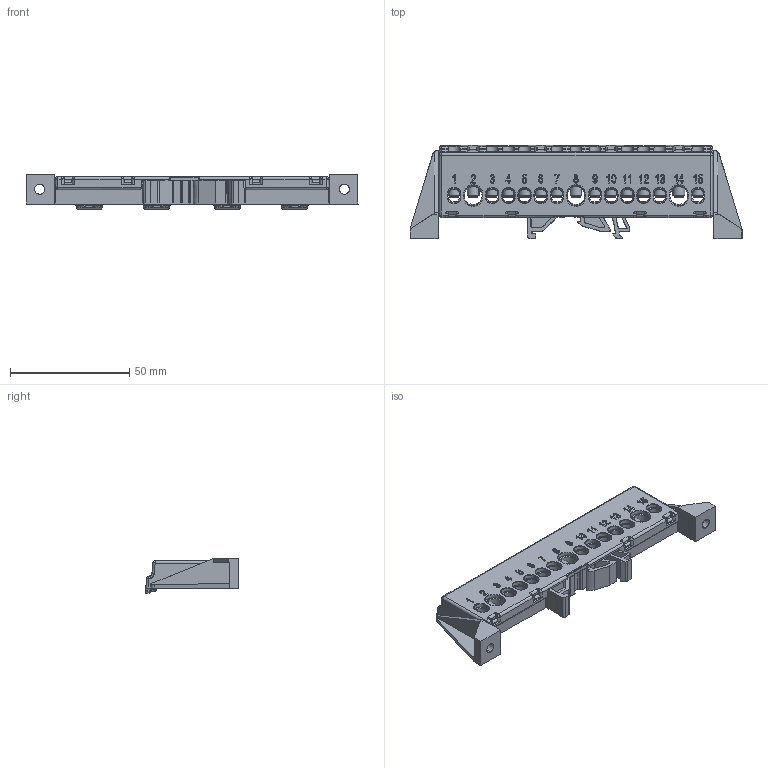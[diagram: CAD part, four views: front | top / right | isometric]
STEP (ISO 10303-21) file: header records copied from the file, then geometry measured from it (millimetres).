
FILE_DESCRIPTION (( 'STEP AP214' ), '1' );
FILE_NAME ('KSN-2-8x12-15.STEP', '2023-11-03T08:07:28', ( '' ), ( '' ), 'SwSTEP 2.0', 'SolidWorks 2022', '' );
FILE_SCHEMA (( 'AUTOMOTIVE_DESIGN' ));
Length unit declared in the file: millimetre
Products named in the file (6): Cover 15; BHBT-3-8x12.15.00; BHBT-3-8x12.15.01; KSN-2-8x12-15; Винт М5х10_20140212; Holder8x12-15-уклоны_уклоны
Assembly tree (19 placements, depth 3):
  KSN-2-8x12-15
    Holder8x12-15-уклоны_уклоны
    Cover 15
    BHBT-3-8x12.15.00
      BHBT-3-8x12.15.01
      Винт М5х10_20140212  x15
Bounding box: 139.49 x 39.21 x 14.7 mm (x, y, z)
Volume: 27980.2 mm3; surface area: 32738.3 mm2
Topology: 18 solids, 18 shells, 2231 faces, 6106 edges, 3898 vertices
Faces by surface type: plane 1039, cylinder 511, cone 290, torus 218, bspline 157, sphere 16
Entity records: 57357 total; most frequent: CARTESIAN_POINT 19920, ORIENTED_EDGE 8432, DIRECTION 6776, EDGE_CURVE 4216, VERTEX_POINT 2706, VECTOR 2494, LINE 2494, AXIS2_PLACEMENT_3D 2141
